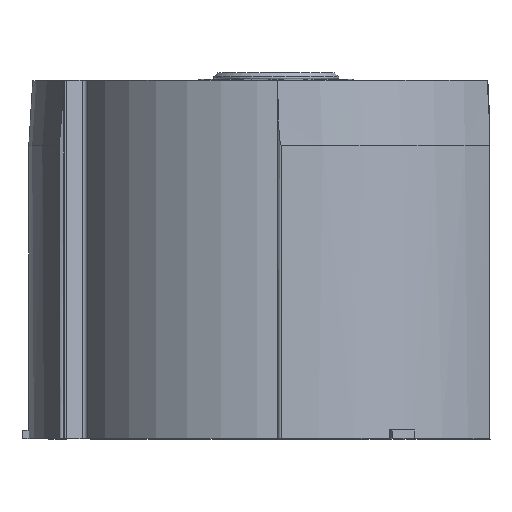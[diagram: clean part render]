
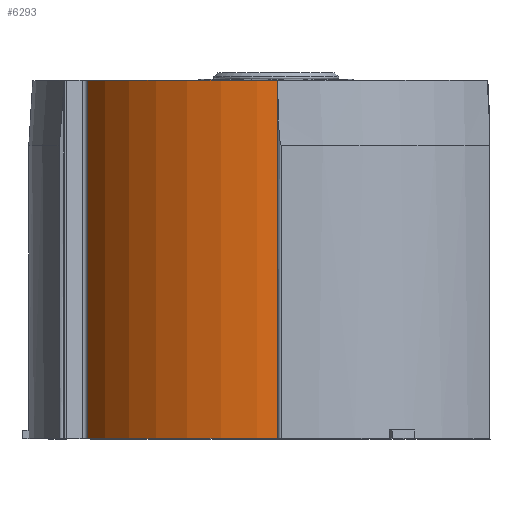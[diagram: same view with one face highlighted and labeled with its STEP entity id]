
A CAD part, top view. The second image highlights one B-rep face of the part: STEP entity #6293.
In plain terms, the highlighted cylindrical face has radius 32.2 mm (diameter 64.4 mm), a partial arc.
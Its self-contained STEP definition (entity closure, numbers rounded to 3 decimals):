
#649=FACE_OUTER_BOUND('',#1040,.T.);
#1040=EDGE_LOOP('',(#5291,#5292,#5293,#5294));
#1277=CIRCLE('',#6592,32.2);
#1429=CIRCLE('',#6845,32.2);
#1923=LINE('',#12976,#2286);
#1924=LINE('',#12978,#2287);
#2286=VECTOR('',#8647,10.);
#2287=VECTOR('',#8650,10.);
#2491=VERTEX_POINT('',#11715);
#2492=VERTEX_POINT('',#11717);
#2728=VERTEX_POINT('',#12606);
#2729=VERTEX_POINT('',#12608);
#3154=EDGE_CURVE('',#2492,#2491,#1277,.T.);
#3486=EDGE_CURVE('',#2728,#2729,#1429,.T.);
#3661=EDGE_CURVE('',#2491,#2729,#1923,.T.);
#3662=EDGE_CURVE('',#2492,#2728,#1924,.T.);
#5291=ORIENTED_EDGE('',*,*,#3661,.T.);
#5292=ORIENTED_EDGE('',*,*,#3486,.F.);
#5293=ORIENTED_EDGE('',*,*,#3662,.F.);
#5294=ORIENTED_EDGE('',*,*,#3154,.T.);
#5999=CYLINDRICAL_SURFACE('',#7021,32.2);
#6293=ADVANCED_FACE('',(#649),#5999,.T.);
#6592=AXIS2_PLACEMENT_3D('',#11718,#7550,#7551);
#6845=AXIS2_PLACEMENT_3D('',#12609,#8207,#8208);
#7021=AXIS2_PLACEMENT_3D('',#12977,#8648,#8649);
#7550=DIRECTION('center_axis',(0.,1.,0.));
#7551=DIRECTION('ref_axis',(-0.903,0.,0.43));
#8207=DIRECTION('center_axis',(0.,1.,0.));
#8208=DIRECTION('ref_axis',(-0.903,0.,0.43));
#8647=DIRECTION('',(0.,1.,0.));
#8648=DIRECTION('center_axis',(0.,1.,0.));
#8649=DIRECTION('ref_axis',(-0.903,0.,0.43));
#8650=DIRECTION('',(0.,1.,0.));
#11715=CARTESIAN_POINT('',(2.526,0.,32.101));
#11717=CARTESIAN_POINT('',(-29.064,0.,13.861));
#11718=CARTESIAN_POINT('Origin',(0.,0.,0.));
#12606=CARTESIAN_POINT('',(-29.064,55.,13.861));
#12608=CARTESIAN_POINT('',(2.526,55.,32.101));
#12609=CARTESIAN_POINT('Origin',(0.,55.,0.));
#12976=CARTESIAN_POINT('',(2.526,0.,32.101));
#12977=CARTESIAN_POINT('Origin',(0.,0.,0.));
#12978=CARTESIAN_POINT('',(-29.064,0.,13.861));
